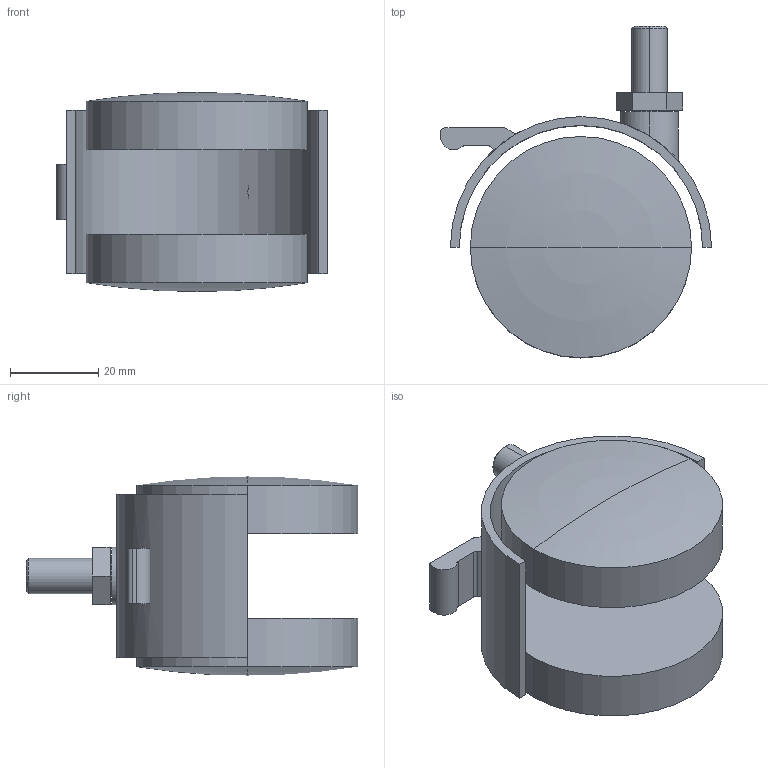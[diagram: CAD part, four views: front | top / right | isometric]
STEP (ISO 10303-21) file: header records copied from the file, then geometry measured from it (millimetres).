
FILE_DESCRIPTION (( 'STEP AP214' ), '1' );
FILE_NAME ('F000847_3D.step', '2022-11-21T18:07:36', ( '' ), ( '' ), 'SwSTEP 2.0', 'SolidWorks 2020', '' );
FILE_SCHEMA (( 'AUTOMOTIVE_DESIGN' ));
Length unit declared in the file: millimetre
Products named in the file (1): F000847_3D
Bounding box: 61.23 x 75 x 45 mm (x, y, z)
Volume: 56975.3 mm3; surface area: 20151.6 mm2
Topology: 4 solids, 4 shells, 50 faces, 108 edges, 70 vertices
Faces by surface type: plane 26, cylinder 18, torus 4, cone 2
Entity records: 2062 total; most frequent: CARTESIAN_POINT 314, DIRECTION 254, ORIENTED_EDGE 216, EDGE_CURVE 108, AXIS2_PLACEMENT_3D 97, VERTEX_POINT 70, VECTOR 60, LINE 60
